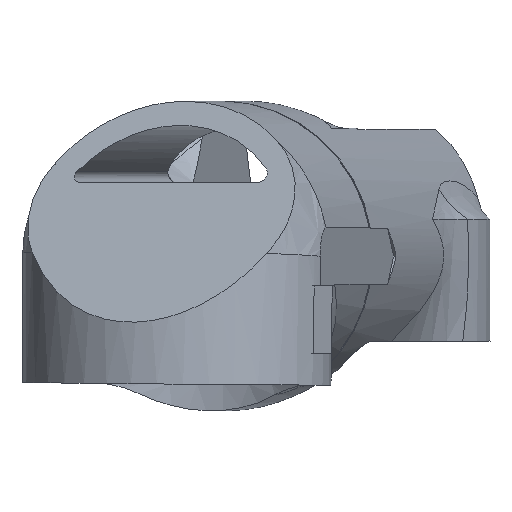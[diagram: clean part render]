
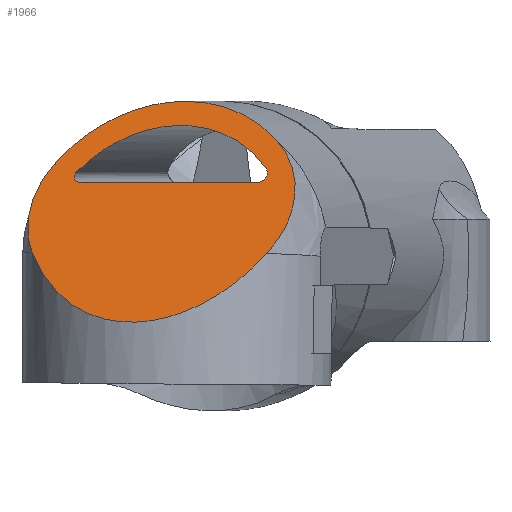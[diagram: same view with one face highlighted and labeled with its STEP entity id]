
A CAD part, left-side view. The second image highlights one B-rep face of the part: STEP entity #1966.
In plain terms, the highlighted planar face has unit normal (-0.72, 0.22, 0.659).
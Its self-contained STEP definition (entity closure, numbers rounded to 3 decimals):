
#25=FACE_BOUND('',#335,.T.);
#61=PLANE('',#2104);
#223=FACE_OUTER_BOUND('',#334,.T.);
#334=EDGE_LOOP('',(#1619,#1620,#1621,#1622,#1623,#1624));
#335=EDGE_LOOP('',(#1625,#1626,#1627,#1628));
#372=ELLIPSE('',#2017,0.801,0.6);
#373=ELLIPSE('',#2020,12.81,9.6);
#374=ELLIPSE('',#2022,0.64,0.48);
#382=ELLIPSE('',#2105,15.219,11.405);
#383=ELLIPSE('',#2106,17.314,11.4);
#474=B_SPLINE_CURVE_WITH_KNOTS('',3,(#4480,#4481,#4482,#4483,#4484,#4485,
#4486,#4487),.UNSPECIFIED.,.F.,.F.,(4,2,2,4),(-1.194,-0.91,
-0.654,-0.478),.UNSPECIFIED.);
#479=B_SPLINE_CURVE_WITH_KNOTS('',3,(#4522,#4523,#4524,#4525,#4526,#4527),
 .UNSPECIFIED.,.F.,.F.,(4,2,4),(-0.478,-0.309,0.),
 .UNSPECIFIED.);
#480=B_SPLINE_CURVE_WITH_KNOTS('',3,(#4532,#4533,#4534,#4535),
 .UNSPECIFIED.,.F.,.F.,(4,4),(-0.928,-0.7),
 .UNSPECIFIED.);
#481=B_SPLINE_CURVE_WITH_KNOTS('',3,(#4537,#4538,#4539,#4540,#4541,#4542,
#4543,#4544),.UNSPECIFIED.,.F.,.F.,(4,2,2,4),(-0.7,-0.6,
-0.338,0.),.UNSPECIFIED.);
#535=LINE('',#3326,#649);
#649=VECTOR('',#2218,10.);
#747=VERTEX_POINT('',#2518);
#750=VERTEX_POINT('',#2550);
#752=VERTEX_POINT('',#2555);
#757=VERTEX_POINT('',#2595);
#903=VERTEX_POINT('',#4478);
#904=VERTEX_POINT('',#4479);
#908=VERTEX_POINT('',#4517);
#909=VERTEX_POINT('',#4529);
#910=VERTEX_POINT('',#4531);
#911=VERTEX_POINT('',#4536);
#955=EDGE_CURVE('',#747,#750,#372,.T.);
#961=EDGE_CURVE('',#752,#747,#373,.F.);
#964=EDGE_CURVE('',#757,#752,#374,.T.);
#1023=EDGE_CURVE('',#757,#750,#535,.T.);
#1172=EDGE_CURVE('',#903,#904,#474,.F.);
#1177=EDGE_CURVE('',#908,#903,#479,.F.);
#1178=EDGE_CURVE('',#909,#908,#382,.F.);
#1179=EDGE_CURVE('',#910,#909,#480,.F.);
#1180=EDGE_CURVE('',#911,#910,#481,.F.);
#1181=EDGE_CURVE('',#904,#911,#383,.F.);
#1619=ORIENTED_EDGE('',*,*,#1177,.F.);
#1620=ORIENTED_EDGE('',*,*,#1178,.F.);
#1621=ORIENTED_EDGE('',*,*,#1179,.F.);
#1622=ORIENTED_EDGE('',*,*,#1180,.F.);
#1623=ORIENTED_EDGE('',*,*,#1181,.F.);
#1624=ORIENTED_EDGE('',*,*,#1172,.F.);
#1625=ORIENTED_EDGE('',*,*,#1023,.F.);
#1626=ORIENTED_EDGE('',*,*,#964,.T.);
#1627=ORIENTED_EDGE('',*,*,#961,.T.);
#1628=ORIENTED_EDGE('',*,*,#955,.T.);
#1966=ADVANCED_FACE('',(#223,#25),#61,.T.);
#2017=AXIS2_PLACEMENT_3D('',#2552,#2150,#2151);
#2020=AXIS2_PLACEMENT_3D('',#2592,#2157,#2158);
#2022=AXIS2_PLACEMENT_3D('',#2619,#2162,#2163);
#2104=AXIS2_PLACEMENT_3D('',#4528,#2416,#2417);
#2105=AXIS2_PLACEMENT_3D('',#4530,#2418,#2419);
#2106=AXIS2_PLACEMENT_3D('',#4545,#2420,#2421);
#2150=DIRECTION('center_axis',(0.72,-0.22,-0.659));
#2151=DIRECTION('ref_axis',(-0.662,0.068,-0.746));
#2157=DIRECTION('center_axis',(-0.72,0.22,0.659));
#2158=DIRECTION('ref_axis',(0.662,-0.068,0.746));
#2162=DIRECTION('center_axis',(0.72,-0.22,-0.659));
#2163=DIRECTION('ref_axis',(0.662,-0.068,0.746));
#2218=DIRECTION('',(-0.292,-0.956,0.));
#2416=DIRECTION('center_axis',(-0.72,0.22,0.659));
#2417=DIRECTION('ref_axis',(-0.119,-0.974,0.194));
#2418=DIRECTION('center_axis',(-0.72,0.22,0.659));
#2419=DIRECTION('ref_axis',(0.662,-0.068,0.746));
#2420=DIRECTION('center_axis',(-0.72,0.22,0.659));
#2421=DIRECTION('ref_axis',(0.627,-0.203,0.752));
#2518=CARTESIAN_POINT('',(-20.081,270.612,102.358));
#2550=CARTESIAN_POINT('',(-20.81,271.225,101.357));
#2552=CARTESIAN_POINT('Origin',(-20.294,271.115,101.958));
#2555=CARTESIAN_POINT('',(-16.015,284.563,102.149));
#2592=CARTESIAN_POINT('Origin',(-23.484,278.659,95.956));
#2595=CARTESIAN_POINT('',(-16.801,284.356,101.36));
#2619=CARTESIAN_POINT('Origin',(-16.389,284.268,101.84));
#3326=CARTESIAN_POINT('',(-18.35,279.283,101.359));
#4478=CARTESIAN_POINT('',(-21.645,268.489,101.357));
#4479=CARTESIAN_POINT('',(-25.791,270.563,96.134));
#4480=CARTESIAN_POINT('Ctrl Pts',(-25.791,270.563,96.134));
#4481=CARTESIAN_POINT('Ctrl Pts',(-25.388,269.987,96.768));
#4482=CARTESIAN_POINT('Ctrl Pts',(-24.911,269.518,97.445));
#4483=CARTESIAN_POINT('Ctrl Pts',(-23.895,268.86,98.775));
#4484=CARTESIAN_POINT('Ctrl Pts',(-23.371,268.65,99.417));
#4485=CARTESIAN_POINT('Ctrl Pts',(-22.437,268.476,100.496));
#4486=CARTESIAN_POINT('Ctrl Pts',(-22.044,268.457,100.932));
#4487=CARTESIAN_POINT('Ctrl Pts',(-21.645,268.489,101.357));
#4517=CARTESIAN_POINT('',(-18.37,269.844,104.484));
#4522=CARTESIAN_POINT('Ctrl Pts',(-21.645,268.489,101.357));
#4523=CARTESIAN_POINT('Ctrl Pts',(-21.261,268.519,101.767));
#4524=CARTESIAN_POINT('Ctrl Pts',(-20.871,268.597,102.167));
#4525=CARTESIAN_POINT('Ctrl Pts',(-19.764,268.948,103.26));
#4526=CARTESIAN_POINT('Ctrl Pts',(-19.053,269.327,103.91));
#4527=CARTESIAN_POINT('Ctrl Pts',(-18.37,269.844,104.484));
#4528=CARTESIAN_POINT('Origin',(-13.228,277.53,107.54));
#4529=CARTESIAN_POINT('',(-14.845,286.007,102.947));
#4530=CARTESIAN_POINT('Origin',(-23.507,278.664,95.93));
#4531=CARTESIAN_POINT('',(-15.932,287.203,101.36));
#4532=CARTESIAN_POINT('Ctrl Pts',(-14.845,286.007,102.947));
#4533=CARTESIAN_POINT('Ctrl Pts',(-15.163,286.477,102.443));
#4534=CARTESIAN_POINT('Ctrl Pts',(-15.528,286.878,101.91));
#4535=CARTESIAN_POINT('Ctrl Pts',(-15.932,287.203,101.36));
#4536=CARTESIAN_POINT('',(-20.418,287.863,96.238));
#4537=CARTESIAN_POINT('Ctrl Pts',(-15.932,287.203,101.36));
#4538=CARTESIAN_POINT('Ctrl Pts',(-16.11,287.346,101.118));
#4539=CARTESIAN_POINT('Ctrl Pts',(-16.295,287.474,100.873));
#4540=CARTESIAN_POINT('Ctrl Pts',(-16.991,287.882,99.977));
#4541=CARTESIAN_POINT('Ctrl Pts',(-17.537,288.07,99.317));
#4542=CARTESIAN_POINT('Ctrl Pts',(-18.855,288.239,97.82));
#4543=CARTESIAN_POINT('Ctrl Pts',(-19.635,288.144,97.));
#4544=CARTESIAN_POINT('Ctrl Pts',(-20.418,287.863,96.238));
#4545=CARTESIAN_POINT('Origin',(-16.512,277.092,104.098));
